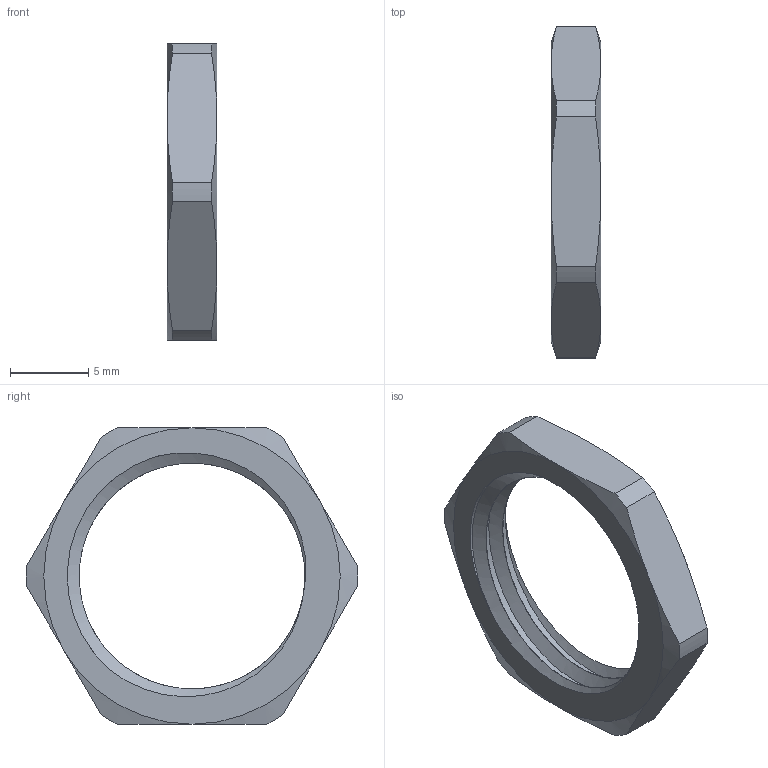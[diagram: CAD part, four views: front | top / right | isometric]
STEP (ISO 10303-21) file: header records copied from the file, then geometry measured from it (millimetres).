
FILE_DESCRIPTION(/* description */ ('GGM M 16'),/* implementation_level */ '2;1');
FILE_NAME(/* name */ '00221699-RST.stp',/* time_stamp */ '2022-01-12T15:22:43+01:00',/* author */ ('sl'),/* organization */ (''),/* preprocessor_version */ 'ST-DEVELOPER v16.5',/* originating_system */ 'Autodesk Inventor 2017',/* authorisation */ '');
FILE_SCHEMA (('AUTOMOTIVE_DESIGN { 1 0 10303 214 3 1 1 }'));
Length unit declared in the file: millimetre
Products named in the file (1): 00221699
Bounding box: 3.2 x 21.28 x 19 mm (x, y, z)
Volume: 386.6 mm3; surface area: 677.4 mm2
Topology: 1 solids, 1 shells, 30 faces, 72 edges, 44 vertices
Faces by surface type: cone 12, cylinder 8, plane 8, bspline 2
Entity records: 1368 total; most frequent: CARTESIAN_POINT 707, ORIENTED_EDGE 144, DIRECTION 126, EDGE_CURVE 72, AXIS2_PLACEMENT_3D 57, VERTEX_POINT 44, EDGE_LOOP 32, FACE_OUTER_BOUND 30
